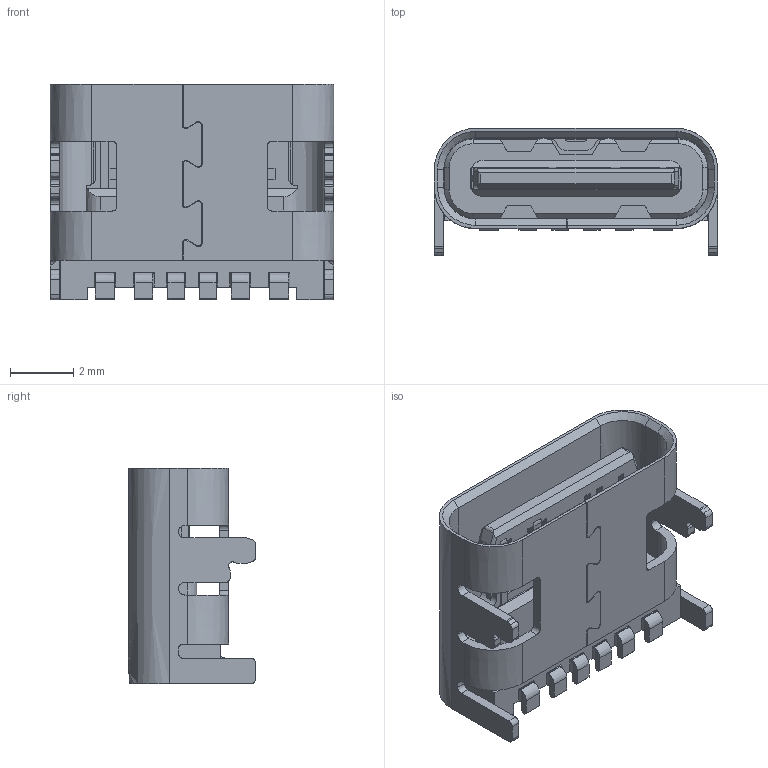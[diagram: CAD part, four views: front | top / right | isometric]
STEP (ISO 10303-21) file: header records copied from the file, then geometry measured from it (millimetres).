
FILE_DESCRIPTION (( 'STEP AP214' ), '1' );
FILE_NAME ('TYPE-C-SMD_TYPE-C-6P.STEP', '2025-06-24T16:40:09', ( '' ), ( '' ), 'SwSTEP 2.0', 'SolidWorks 2025', '' );
FILE_SCHEMA (( 'AUTOMOTIVE_DESIGN' ));
Length unit declared in the file: millimetre
Products named in the file (1): TYPE-C-SMD_TYPE-C-6P
Bounding box: 8.94 x 4.01 x 6.8 mm (x, y, z)
Volume: 90.1 mm3; surface area: 432.3 mm2
Topology: 1 solids, 1 shells, 630 faces, 1830 edges, 1208 vertices
Faces by surface type: bspline 625, plane 5
Entity records: 33962 total; most frequent: CARTESIAN_POINT 15851, ORIENTED_EDGE 3660, EDGE_CURVE 1830, B_SPLINE_CURVE_WITH_KNOTS 1818, VERTEX_POINT 1208, EDGE_LOOP 662, UNCERTAINTY_MEASURE_WITH_UNIT 632, SURFACE_STYLE_FILL_AREA 631
